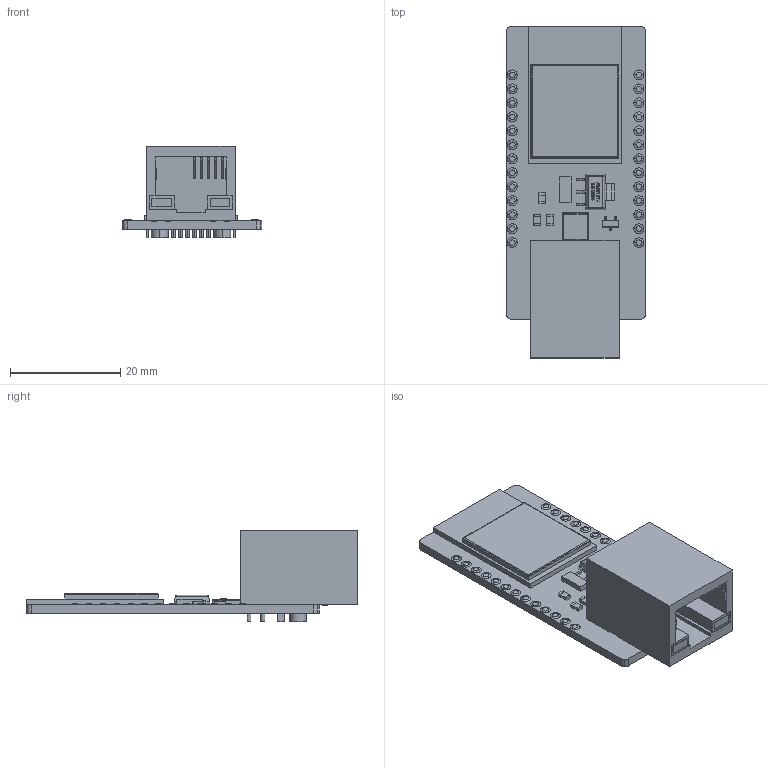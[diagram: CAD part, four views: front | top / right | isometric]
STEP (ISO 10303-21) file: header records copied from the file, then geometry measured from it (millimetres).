
FILE_DESCRIPTION (( 'STEP AP214' ), '1' );
FILE_NAME ('WT32-ESP01-no-soldering.STEP', '2023-10-03T06:52:42', ( '' ), ( '' ), 'SwSTEP 2.0', 'SolidWorks 2021', '' );
FILE_SCHEMA (( 'AUTOMOTIVE_DESIGN' ));
Length unit declared in the file: millimetre
Products named in the file (38): WT32-ESP01-15.step; WT32-ESP01-18.step; WT32-ESP01-16.step; WT32-ESP01-10.step; WT32-ESP01-29.step; 0805.step; WT32-ESP01-4.step; WT32-ESP01-20.step; WT32-ESP01-8.step; WT32-ESP01-12.step; WT32-ESP01-3.step; WT32-ESP01-2.step; WT32-ESP01-23.step; WT32-ESP01-22.step; WT32-ESP01 v2.step; WT32-ESP01-21.step; WT32-ESP01-24.step; WT32-ESP01-5.step; WT32-ESP01-0.step; WT32-ESP01-13.step; WT32-ESP01-11.step; WT32-ESP01.step; WT32-ESP01-25.step; WT32-ESP01-9.step; AMS1117.step; WT32-ESP01-6.step; WT32-ESP01-17.step; res_1206.step; WT32-ESP01-19.step; WT32-ESP01-26.step; WT32-ESP01-1.step; WT32-ESP01-7.step; WT32-ESP01-28.step; SOT23SMD.step; WT32-ESP01-no-soldering; HY911130A.step; WT32-ESP01-27.step; WT32-ESP01-14.step
Assembly tree (39 placements, depth 3):
  WT32-ESP01-no-soldering
    WT32-ESP01 v2.step
      0805.step  x3
      res_1206.step
      AMS1117.step
      SOT23SMD.step
      HY911130A.step
      WT32-ESP01.step
      WT32-ESP01-0.step
      WT32-ESP01-1.step
      WT32-ESP01-2.step
      WT32-ESP01-3.step
      WT32-ESP01-4.step
      WT32-ESP01-5.step
      WT32-ESP01-6.step
      WT32-ESP01-7.step
      WT32-ESP01-8.step
      WT32-ESP01-9.step
      WT32-ESP01-10.step
      WT32-ESP01-11.step
      WT32-ESP01-12.step
      WT32-ESP01-13.step
      WT32-ESP01-14.step
      WT32-ESP01-15.step
      WT32-ESP01-16.step
      WT32-ESP01-17.step
      WT32-ESP01-18.step
      WT32-ESP01-19.step
      WT32-ESP01-20.step
      WT32-ESP01-21.step
      WT32-ESP01-22.step
      WT32-ESP01-23.step
      WT32-ESP01-24.step
      WT32-ESP01-25.step
      WT32-ESP01-26.step
      WT32-ESP01-27.step
      WT32-ESP01-28.step
      WT32-ESP01-29.step
Bounding box: 25.4 x 60.3 x 16.55 mm (x, y, z)
Volume: 5873.1 mm3; surface area: 7533.6 mm2
Topology: 41 solids, 41 shells, 560 faces, 1478 edges, 1042 vertices
Faces by surface type: plane 387, cylinder 121, bspline 52
Entity records: 20904 total; most frequent: CARTESIAN_POINT 5603, ORIENTED_EDGE 2716, DIRECTION 2459, EDGE_CURVE 1358, VERTEX_POINT 962, LINE 849, VECTOR 849, AXIS2_PLACEMENT_3D 805
